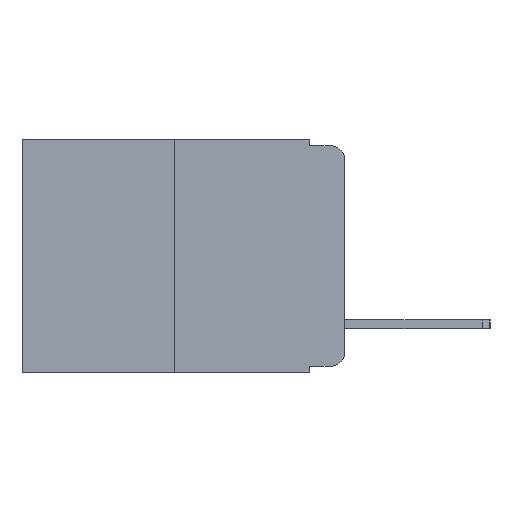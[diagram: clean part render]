
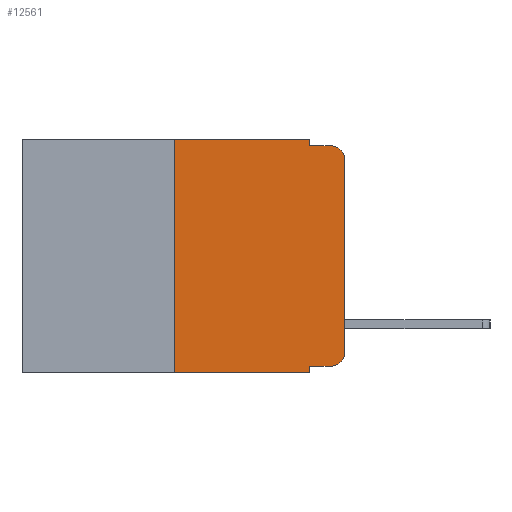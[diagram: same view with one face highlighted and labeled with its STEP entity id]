
A CAD part, left-side view. The second image highlights one B-rep face of the part: STEP entity #12561.
In plain terms, the highlighted planar face has unit normal (-1, 0, 0).
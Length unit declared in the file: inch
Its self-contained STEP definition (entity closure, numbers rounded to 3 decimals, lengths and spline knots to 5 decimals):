
#182 = CARTESIAN_POINT ( 'NONE',  ( 0., 0.051, -0.01 ) ) ;
#251 = EDGE_CURVE ( 'NONE', #7746, #3956, #14511, .T. ) ;
#479 = DIRECTION ( 'NONE',  ( 0., 0., -1. ) ) ;
#723 = VECTOR ( 'NONE', #17500, 39.37008 ) ;
#1475 = ORIENTED_EDGE ( 'NONE', *, *, #23390, .F. ) ;
#1605 = VERTEX_POINT ( 'NONE', #6416 ) ;
#2659 = EDGE_CURVE ( 'NONE', #3539, #10738, #23487, .T. ) ;
#2769 = ORIENTED_EDGE ( 'NONE', *, *, #251, .T. ) ;
#3369 = ORIENTED_EDGE ( 'NONE', *, *, #18316, .T. ) ;
#3539 = VERTEX_POINT ( 'NONE', #182 ) ;
#3956 = VERTEX_POINT ( 'NONE', #7424 ) ;
#4818 = VERTEX_POINT ( 'NONE', #7916 ) ;
#4867 = CARTESIAN_POINT ( 'NONE',  ( 0., 0., -0.03 ) ) ;
#5309 = EDGE_CURVE ( 'NONE', #6217, #10738, #7716, .T. ) ;
#5543 = ORIENTED_EDGE ( 'NONE', *, *, #2659, .F. ) ;
#6025 = LINE ( 'NONE', #13863, #723 ) ;
#6217 = VERTEX_POINT ( 'NONE', #4867 ) ;
#6416 = CARTESIAN_POINT ( 'NONE',  ( 0., 0.051, -0.333 ) ) ;
#6639 = EDGE_CURVE ( 'NONE', #4818, #6217, #18002, .T. ) ;
#7290 = VECTOR ( 'NONE', #11896, 39.37008 ) ;
#7324 = CARTESIAN_POINT ( 'NONE',  ( 0., 0.051, 0. ) ) ;
#7424 = CARTESIAN_POINT ( 'NONE',  ( 0., 0.051, -0.343 ) ) ;
#7516 = CARTESIAN_POINT ( 'NONE',  ( 0., 0.25, -0.343 ) ) ;
#7569 = DIRECTION ( 'NONE',  ( 0., -1., 0. ) ) ;
#7716 = CIRCLE ( 'NONE', #19280, 0.02 ) ;
#7746 = VERTEX_POINT ( 'NONE', #7516 ) ;
#7916 = CARTESIAN_POINT ( 'NONE',  ( 0., 0., -0.313 ) ) ;
#7983 = ORIENTED_EDGE ( 'NONE', *, *, #20735, .F. ) ;
#9232 = DIRECTION ( 'NONE',  ( 0., 0., -1. ) ) ;
#9253 = CARTESIAN_POINT ( 'NONE',  ( 0., 0.25, 0. ) ) ;
#9397 = VECTOR ( 'NONE', #7569, 39.37008 ) ;
#9553 = DIRECTION ( 'NONE',  ( 0., 0., -1. ) ) ;
#9896 = DIRECTION ( 'NONE',  ( -1., 0., 0. ) ) ;
#10301 = CARTESIAN_POINT ( 'NONE',  ( 0., 0.473, 0. ) ) ;
#10738 = VERTEX_POINT ( 'NONE', #20658 ) ;
#11290 = VECTOR ( 'NONE', #9553, 39.37008 ) ;
#11388 = DIRECTION ( 'NONE',  ( -1., 0., 0. ) ) ;
#11417 = VERTEX_POINT ( 'NONE', #21028 ) ;
#11439 = AXIS2_PLACEMENT_3D ( 'NONE', #20864, #9896, #22712 ) ;
#11896 = DIRECTION ( 'NONE',  ( 0., 0., 1. ) ) ;
#12184 = DIRECTION ( 'NONE',  ( 1., 0., 0. ) ) ;
#12561 = ADVANCED_FACE ( 'NONE', ( #20993 ), #21261, .F. ) ;
#13770 = CARTESIAN_POINT ( 'NONE',  ( 0., 0., 0. ) ) ;
#13774 = DIRECTION ( 'NONE',  ( 0., 0., 1. ) ) ;
#13863 = CARTESIAN_POINT ( 'NONE',  ( 0., 0.051, -0.333 ) ) ;
#14511 = LINE ( 'NONE', #23410, #15062 ) ;
#14644 = VERTEX_POINT ( 'NONE', #9253 ) ;
#15014 = ORIENTED_EDGE ( 'NONE', *, *, #5309, .T. ) ;
#15062 = VECTOR ( 'NONE', #23167, 39.37008 ) ;
#15893 = EDGE_CURVE ( 'NONE', #22853, #4818, #18928, .T. ) ;
#16162 = ORIENTED_EDGE ( 'NONE', *, *, #24405, .F. ) ;
#16618 = VECTOR ( 'NONE', #13774, 39.37008 ) ;
#16701 = ORIENTED_EDGE ( 'NONE', *, *, #23205, .F. ) ;
#16739 = VECTOR ( 'NONE', #9232, 39.37008 ) ;
#16915 = AXIS2_PLACEMENT_3D ( 'NONE', #10301, #12184, #479 ) ;
#17163 = LINE ( 'NONE', #19146, #16618 ) ;
#17443 = VECTOR ( 'NONE', #17804, 39.37008 ) ;
#17500 = DIRECTION ( 'NONE',  ( 0., -1., 0. ) ) ;
#17804 = DIRECTION ( 'NONE',  ( 0., -1., 0. ) ) ;
#18002 = LINE ( 'NONE', #13770, #7290 ) ;
#18316 = EDGE_CURVE ( 'NONE', #1605, #22853, #6025, .T. ) ;
#18716 = CARTESIAN_POINT ( 'NONE',  ( 0., 0.051, 0. ) ) ;
#18928 = CIRCLE ( 'NONE', #11439, 0.02 ) ;
#18962 = ORIENTED_EDGE ( 'NONE', *, *, #15893, .T. ) ;
#19146 = CARTESIAN_POINT ( 'NONE',  ( 0., 0.25, 0. ) ) ;
#19280 = AXIS2_PLACEMENT_3D ( 'NONE', #22338, #11388, #24152 ) ;
#20429 = LINE ( 'NONE', #18716, #11290 ) ;
#20658 = CARTESIAN_POINT ( 'NONE',  ( 0., 0.02, -0.01 ) ) ;
#20735 = EDGE_CURVE ( 'NONE', #1605, #3956, #20429, .T. ) ;
#20864 = CARTESIAN_POINT ( 'NONE',  ( 0., 0.02, -0.313 ) ) ;
#20993 = FACE_OUTER_BOUND ( 'NONE', #23166, .T. ) ;
#21028 = CARTESIAN_POINT ( 'NONE',  ( 0., 0.051, 0. ) ) ;
#21261 = PLANE ( 'NONE',  #16915 ) ;
#21480 = CARTESIAN_POINT ( 'NONE',  ( 0., 0.473, 0. ) ) ;
#21759 = CARTESIAN_POINT ( 'NONE',  ( 0., 0.02, -0.333 ) ) ;
#22176 = LINE ( 'NONE', #7324, #16739 ) ;
#22336 = CARTESIAN_POINT ( 'NONE',  ( 0., 0.051, -0.01 ) ) ;
#22338 = CARTESIAN_POINT ( 'NONE',  ( 0., 0.02, -0.03 ) ) ;
#22712 = DIRECTION ( 'NONE',  ( 0., 0., -1. ) ) ;
#22853 = VERTEX_POINT ( 'NONE', #21759 ) ;
#22863 = LINE ( 'NONE', #21480, #17443 ) ;
#23166 = EDGE_LOOP ( 'NONE', ( #23551, #15014, #5543, #16162, #1475, #16701, #2769, #7983, #3369, #18962 ) ) ;
#23167 = DIRECTION ( 'NONE',  ( 0., -1., 0. ) ) ;
#23205 = EDGE_CURVE ( 'NONE', #7746, #14644, #17163, .T. ) ;
#23390 = EDGE_CURVE ( 'NONE', #14644, #11417, #22863, .T. ) ;
#23410 = CARTESIAN_POINT ( 'NONE',  ( 0., 0.473, -0.343 ) ) ;
#23487 = LINE ( 'NONE', #22336, #9397 ) ;
#23551 = ORIENTED_EDGE ( 'NONE', *, *, #6639, .T. ) ;
#24152 = DIRECTION ( 'NONE',  ( 0., 0., -1. ) ) ;
#24405 = EDGE_CURVE ( 'NONE', #11417, #3539, #22176, .T. ) ;
